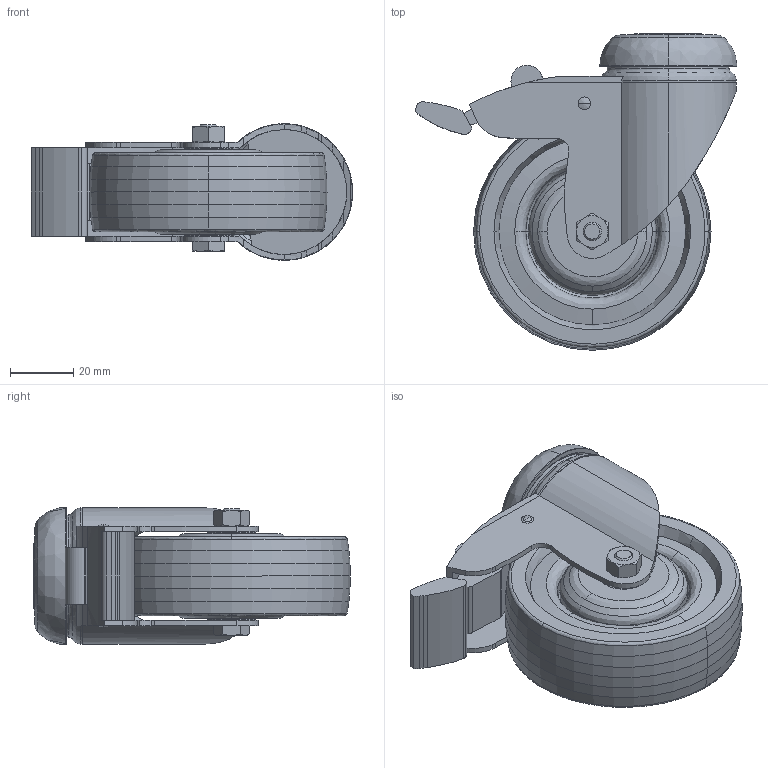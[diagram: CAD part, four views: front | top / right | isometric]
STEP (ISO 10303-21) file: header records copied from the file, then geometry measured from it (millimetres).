
FILE_DESCRIPTION(('FreeCAD Model'),'2;1');
FILE_NAME('Open CASCADE Shape Model','2024-10-15T08:15:40',(''),(''), 'Open CASCADE STEP processor 7.6','FreeCAD','Unknown');
FILE_SCHEMA(('AUTOMOTIVE_DESIGN { 1 0 10303 214 1 1 1 1 }'));
Length unit declared in the file: millimetre
Products named in the file (1): ST-RD75PFESD
Bounding box: 101.6 x 100 x 43.31 mm (x, y, z)
Surface area: 52637.5 mm2 (no closed solid volume)
Topology: 0 solids, 3 shells, 384 faces, 2922 edges, 8403 vertices
Faces by surface type: cylinder 135, bspline 97, plane 89, cone 63
Entity records: 76761 total; most frequent: CARTESIAN_POINT 42773, DIRECTION 5900, GEOMETRIC_CURVE_SET 1947, ORIENTED_EDGE 1942, PCURVE 1942, DEFINITIONAL_REPRESENTATION 1942, TRIMMED_CURVE 1942, LINE 1937
